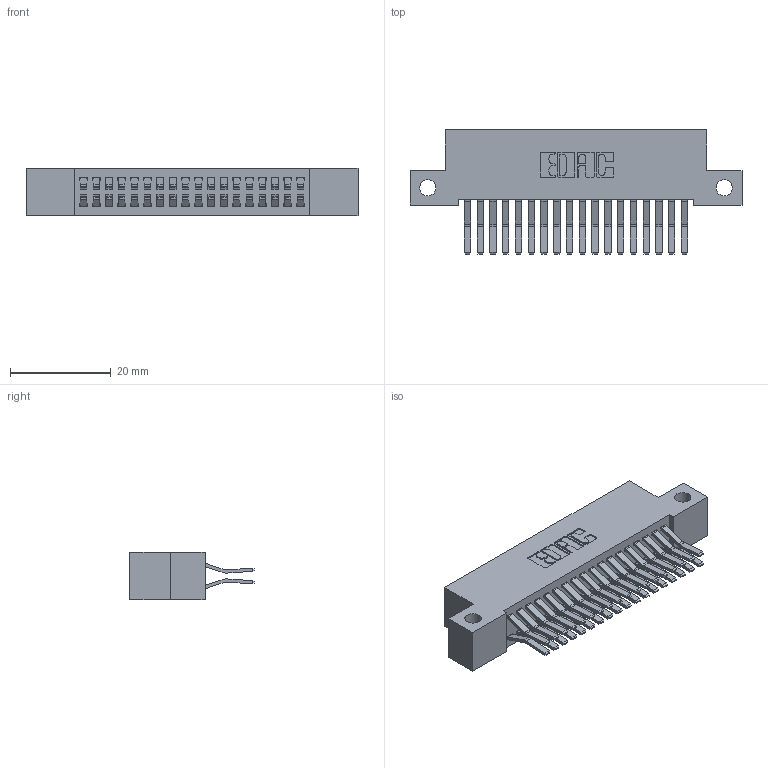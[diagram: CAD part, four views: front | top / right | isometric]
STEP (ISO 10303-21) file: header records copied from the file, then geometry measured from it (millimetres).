
FILE_DESCRIPTION (( 'STEP AP203' ), '1' );
FILE_NAME ('392-036-560-212.STEP', '2018-08-16T04:08:25', ( '' ), ( '' ), 'SwSTEP 2.0', 'SolidWorks 2016', '' );
FILE_SCHEMA (( 'CONFIG_CONTROL_DESIGN' ));
Length unit declared in the file: inch
Products named in the file (3): 342 Part_Side Mount; 345-292-001_560 Tail; 392-036-560-212
Assembly tree (37 placements, depth 2):
  392-036-560-212
    342 Part_Side Mount
    345-292-001_560 Tail  x36
Bounding box: 66.04 x 24.78 x 9.4 mm (x, y, z)
Volume: 5982.5 mm3; surface area: 9553.6 mm2
Topology: 37 solids, 37 shells, 2054 faces, 6095 edges, 4014 vertices
Faces by surface type: plane 1362, cylinder 692
Entity records: 14643 total; most frequent: CARTESIAN_POINT 2454, ORIENTED_EDGE 2390, DIRECTION 2143, EDGE_CURVE 1195, VECTOR 1063, LINE 1063, VERTEX_POINT 794, AXIS2_PLACEMENT_3D 540
